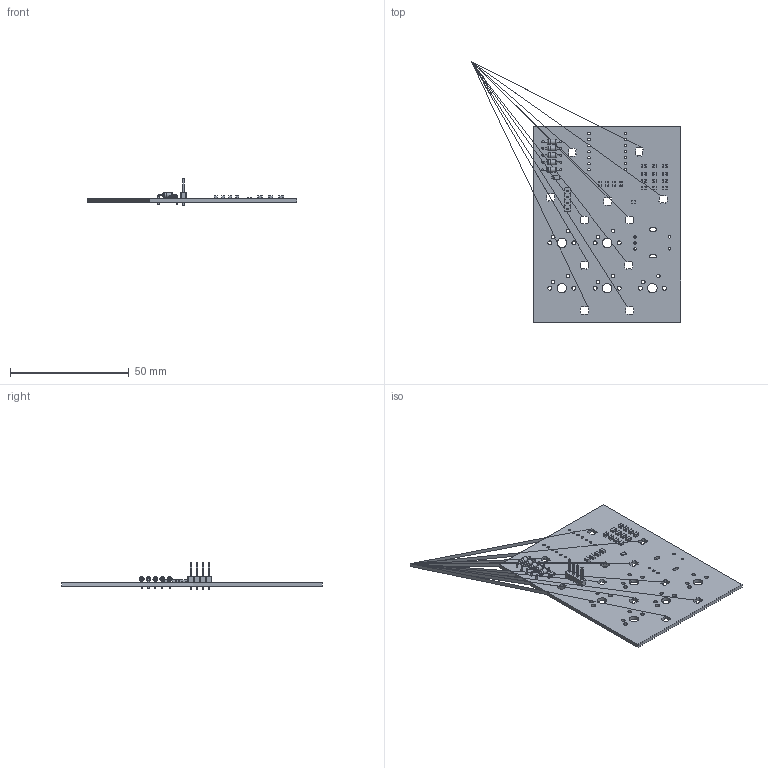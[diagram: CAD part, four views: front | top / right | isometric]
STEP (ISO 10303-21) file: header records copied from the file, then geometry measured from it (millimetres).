
FILE_DESCRIPTION(('KiCad electronic assembly'),'2;1');
FILE_NAME('HACK PAD!.step','2026-01-30T16:28:27',('Pcbnew'),('Kicad'), 'Open CASCADE STEP processor 7.9','KiCad to STEP converter','Unknown' );
FILE_SCHEMA(('AUTOMOTIVE_DESIGN { 1 0 10303 214 1 1 1 1 }'));
Length unit declared in the file: millimetre
Products named in the file (7): HACK PAD! 1; C_0805_2012Metric; D_SOD-123; R_0805_2012Metric; D_DO-35_SOD27_P7.62mm_Horizontal; PinHeader_1x04_P2.54mm_Vertical; HACK PAD!_PCB
Assembly tree (25 placements, depth 2):
  HACK PAD! 1
    C_0805_2012Metric  x16
    D_SOD-123
    R_0805_2012Metric
    D_DO-35_SOD27_P7.62mm_Horizontal  x5
    PinHeader_1x04_P2.54mm_Vertical
    HACK PAD!_PCB
Bounding box: 88.11 x 109.54 x 11.54 mm (x, y, z)
Volume: 207 mm3; surface area: 12899.6 mm2
Topology: 29 solids, 34 shells, 1080 faces, 2863 edges, 1872 vertices
Faces by surface type: plane 743, cylinder 301, torus 20, bspline 16
Full cylindrical faces by diameter (mm): 0.5 x15, 0.8 x7, 1 x19, 1.5 x8, 1.7 x10, 2 x10, 2.02 x5, 4 x3
Entity records: 21246 total; most frequent: CARTESIAN_POINT 3477, ORIENTED_EDGE 3288, DIRECTION 3117, EDGE_CURVE 1687, LINE 1421, VECTOR 1421, VERTEX_POINT 1096, AXIS2_PLACEMENT_3D 848
